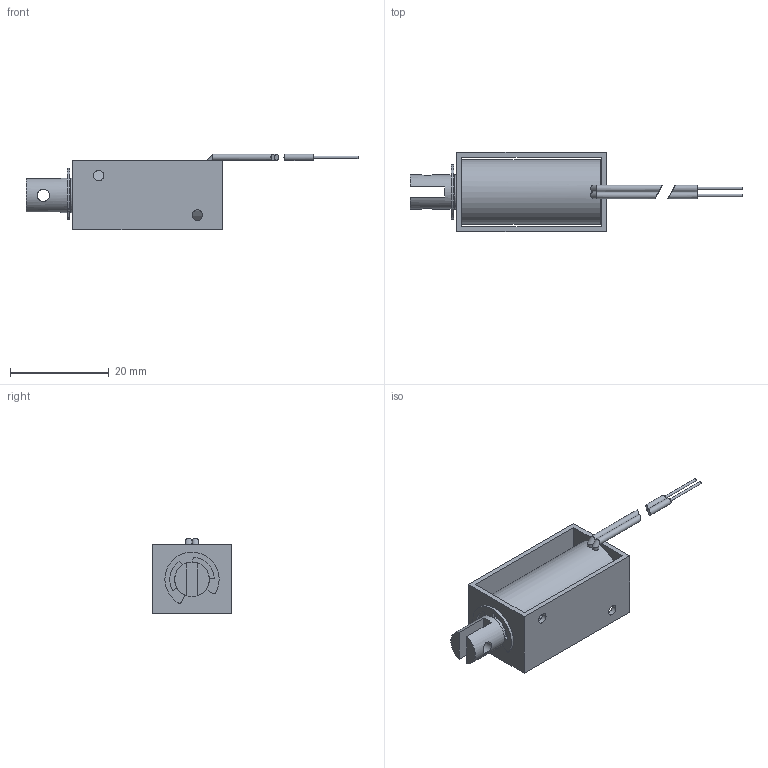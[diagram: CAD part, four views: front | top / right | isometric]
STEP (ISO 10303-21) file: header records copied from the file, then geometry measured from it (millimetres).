
FILE_DESCRIPTION( ( 'Unknown' ), '1' );
FILE_NAME( 'F0730L.stp', 'Unknown', ( 'Unknown' ), ( 'Unknown' ), 'PSStep 17.0.49', 'Unknown', ' ' );
FILE_SCHEMA( ( 'AUTOMOTIVE_DESIGN { 1 0 10303 214 1 1 1 1 }' ) );
Length unit declared in the file: millimetre
Products named in the file (6): Assem1; F0730L; F0730L-2; E-ring 6,4mm
Assembly tree (5 placements, depth 2):
  Assem1
    F0730L
    F0730L
    F0730L
    F0730L-2
    E-ring 6,4mm
Bounding box: 67.2 x 16 x 15.35 mm (x, y, z)
Volume: 5117.9 mm3; surface area: 5456.1 mm2
Topology: 5 solids, 5 shells, 72 faces, 165 edges, 108 vertices
Faces by surface type: plane 37, cylinder 31, torus 2, cone 2
Full cylindrical faces by diameter (mm): 0.5 x2, 1.3 x6, 2.113 x2, 2.5 x2, 4.4 x2, 6.4 x1, 7 x3, 13 x1
Entity records: 2654 total; most frequent: CARTESIAN_POINT 432, DIRECTION 346, ORIENTED_EDGE 260, AXIS2_PLACEMENT_3D 142, EDGE_CURVE 130, EDGE_LOOP 116, VERTEX_POINT 98, FACE_OUTER_BOUND 91
